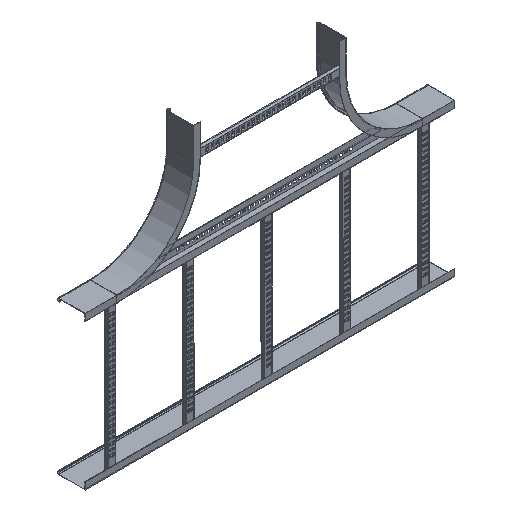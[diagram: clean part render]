
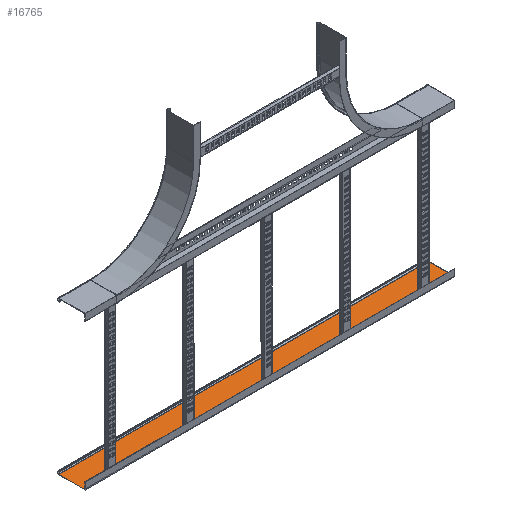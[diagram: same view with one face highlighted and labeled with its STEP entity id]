
A CAD part, isometric view. The second image highlights one B-rep face of the part: STEP entity #16765.
In plain terms, the highlighted face is planar.
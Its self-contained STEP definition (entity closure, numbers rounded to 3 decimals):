
#17 = AXIS2_PLACEMENT_3D ( 'NONE', #14858, #7127, #16141 ) ;
#889 = FACE_OUTER_BOUND ( 'NONE', #8224, .T. ) ;
#1319 = CARTESIAN_POINT ( 'NONE',  ( -1.5, 104., -725. ) ) ;
#1763 = VERTEX_POINT ( 'NONE', #1319 ) ;
#2052 = LINE ( 'NONE', #13063, #7387 ) ;
#2145 = EDGE_CURVE ( 'NONE', #5541, #1763, #10079, .T. ) ;
#2278 = LINE ( 'NONE', #7056, #14249 ) ;
#3728 = EDGE_CURVE ( 'NONE', #5541, #8421, #2278, .T. ) ;
#5292 = DIRECTION ( 'NONE',  ( 0., -1., 0. ) ) ;
#5541 = VERTEX_POINT ( 'NONE', #9950 ) ;
#5591 = CARTESIAN_POINT ( 'NONE',  ( -1.5, 1.5, 725. ) ) ;
#7056 = CARTESIAN_POINT ( 'NONE',  ( -1.5, 1.5, 725. ) ) ;
#7127 = DIRECTION ( 'NONE',  ( -1., 0., 0. ) ) ;
#7183 = VECTOR ( 'NONE', #10270, 1000. ) ;
#7387 = VECTOR ( 'NONE', #5292, 1000. ) ;
#7590 = LINE ( 'NONE', #11396, #7183 ) ;
#7765 = EDGE_CURVE ( 'NONE', #15629, #1763, #7590, .T. ) ;
#8224 = EDGE_LOOP ( 'NONE', ( #11465, #11096, #10162, #9832 ) ) ;
#8386 = DIRECTION ( 'NONE',  ( 0., 0., 1. ) ) ;
#8421 = VERTEX_POINT ( 'NONE', #5591 ) ;
#9706 = PLANE ( 'NONE',  #17 ) ;
#9758 = VECTOR ( 'NONE', #11222, 1000. ) ;
#9832 = ORIENTED_EDGE ( 'NONE', *, *, #3728, .T. ) ;
#9950 = CARTESIAN_POINT ( 'NONE',  ( -1.5, 1.5, -725. ) ) ;
#10079 = LINE ( 'NONE', #11334, #9758 ) ;
#10162 = ORIENTED_EDGE ( 'NONE', *, *, #2145, .F. ) ;
#10270 = DIRECTION ( 'NONE',  ( 0., 0., -1. ) ) ;
#11096 = ORIENTED_EDGE ( 'NONE', *, *, #7765, .T. ) ;
#11222 = DIRECTION ( 'NONE',  ( 0., 1., 0. ) ) ;
#11334 = CARTESIAN_POINT ( 'NONE',  ( -1.5, 1.5, -725. ) ) ;
#11396 = CARTESIAN_POINT ( 'NONE',  ( -1.5, 104., 725. ) ) ;
#11465 = ORIENTED_EDGE ( 'NONE', *, *, #13774, .F. ) ;
#13063 = CARTESIAN_POINT ( 'NONE',  ( -1.5, 104., 725. ) ) ;
#13774 = EDGE_CURVE ( 'NONE', #15629, #8421, #2052, .T. ) ;
#14249 = VECTOR ( 'NONE', #8386, 1000. ) ;
#14606 = CARTESIAN_POINT ( 'NONE',  ( -1.5, 104., 725. ) ) ;
#14858 = CARTESIAN_POINT ( 'NONE',  ( -1.5, 0., 725. ) ) ;
#15629 = VERTEX_POINT ( 'NONE', #14606 ) ;
#16141 = DIRECTION ( 'NONE',  ( 0., 0., 1. ) ) ;
#16765 = ADVANCED_FACE ( 'NONE', ( #889 ), #9706, .T. ) ;
